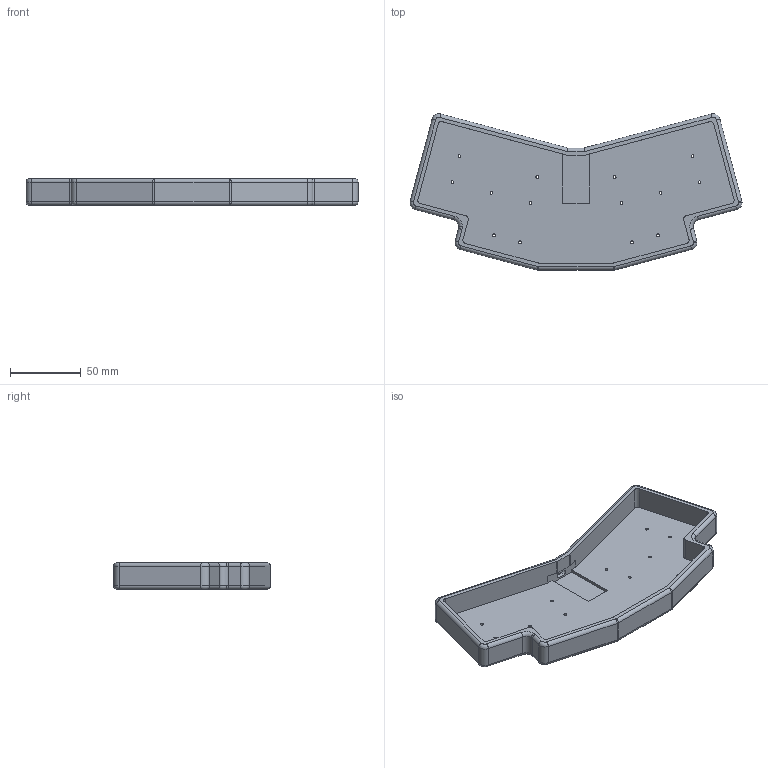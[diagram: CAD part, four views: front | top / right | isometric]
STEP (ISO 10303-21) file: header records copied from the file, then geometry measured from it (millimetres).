
FILE_DESCRIPTION(('HOOPS Exchange Step'),'2;1');
FILE_NAME('temp_export','2022-09-21T12:22:22-04:00',('mobile'),('Shapr3D Limited'),'HOOPS Exchange 2022.1','Shapr3D','Authorized');
FILE_SCHEMA( ('AP203_CONFIGURATION_CONTROLLED_3D_DESIGN_OF_MECHANICAL_PARTS_AND_ASSEMBLIES_MIM_LF') );
Length unit declared in the file: millimetre
Products named in the file (1): Case
Bounding box: 234.49 x 110.49 x 19 mm (x, y, z)
Volume: 102329.5 mm3; surface area: 58317.5 mm2
Topology: 1 solids, 1 shells, 160 faces, 400 edges, 255 vertices
Faces by surface type: cylinder 84, plane 50, torus 26
Full cylindrical faces by diameter (mm): 2 x14, 3.6 x14
Entity records: 4934 total; most frequent: DIRECTION 930, CARTESIAN_POINT 838, ORIENTED_EDGE 800, EDGE_CURVE 400, AXIS2_PLACEMENT_3D 373, VERTEX_POINT 255, CIRCLE 208, EDGE_LOOP 203
